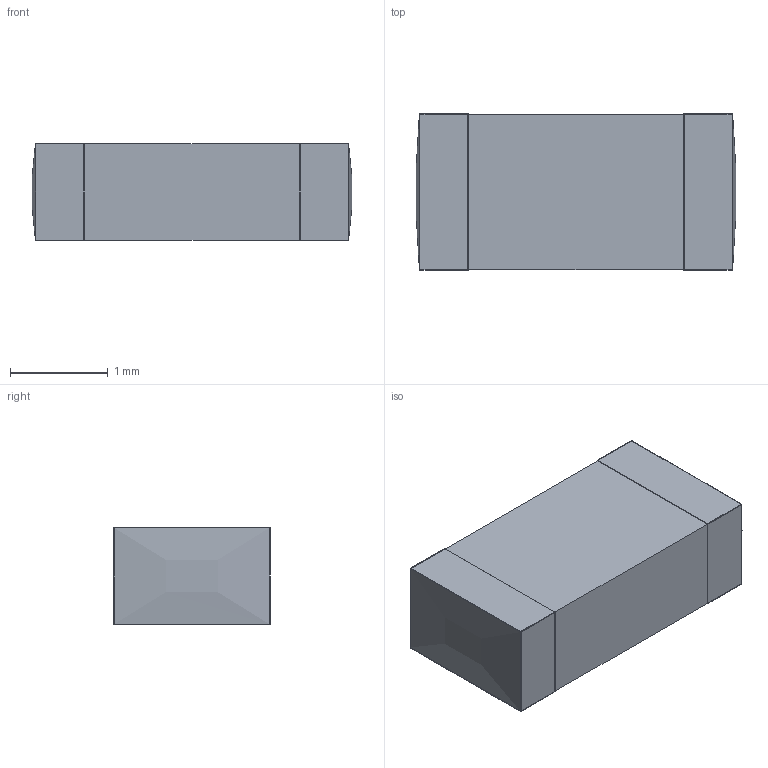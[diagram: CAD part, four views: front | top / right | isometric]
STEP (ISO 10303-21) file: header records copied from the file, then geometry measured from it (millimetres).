
FILE_DESCRIPTION (( 'STEP AP214' ), '1' );
FILE_NAME ('User Library-SMD Ceramic Capacitors_1206 (3216)_ED.STEP', '2020-03-29T10:48:07', ( '' ), ( '' ), 'SwSTEP 2.0', 'SolidWorks 2019', '' );
FILE_SCHEMA (( 'AUTOMOTIVE_DESIGN' ));
Length unit declared in the file: millimetre
Products named in the file (1): User Library-SMD Ceramic Capacitors_1206 (3216)_ED
Bounding box: 3.26 x 1.6 x 1 mm (x, y, z)
Volume: 5.1 mm3; surface area: 36.2 mm2
Topology: 3 solids, 3 shells, 62 faces, 133 edges, 64 vertices
Faces by surface type: plane 24, bspline 20, cylinder 18
Entity records: 1779 total; most frequent: CARTESIAN_POINT 565, ORIENTED_EDGE 240, DIRECTION 228, EDGE_CURVE 120, AXIS2_PLACEMENT_3D 79, LINE 70, VECTOR 70, VERTEX_POINT 64
